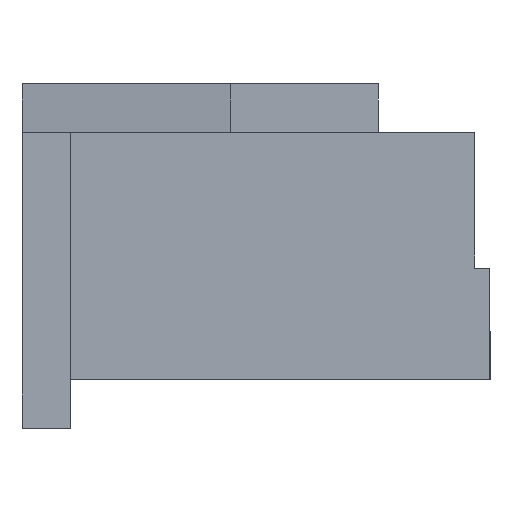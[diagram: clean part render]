
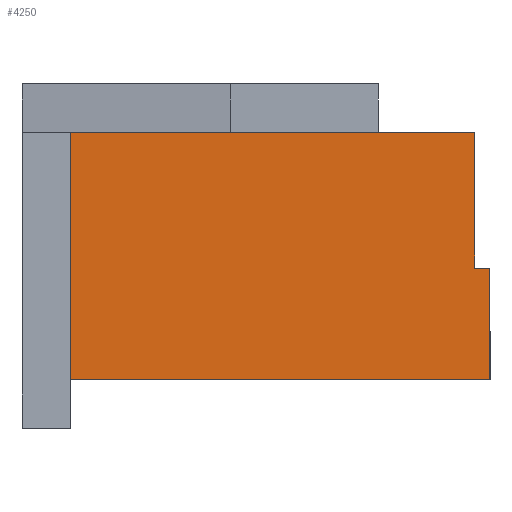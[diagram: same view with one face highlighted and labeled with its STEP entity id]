
A CAD part, left-side view. The second image highlights one B-rep face of the part: STEP entity #4250.
In plain terms, the highlighted planar face has unit normal (-1, 0, 0).
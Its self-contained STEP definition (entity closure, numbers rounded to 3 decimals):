
#3996 = VERTEX_POINT ( 'NONE', #5652 ) ;
#3998 = EDGE_CURVE ( 'NONE', #3999, #3996, #5679, .T. ) ;
#3999 = VERTEX_POINT ( 'NONE', #5675 ) ;
#4062 = VERTEX_POINT ( 'NONE', #5782 ) ;
#4063 = ORIENTED_EDGE ( 'NONE', *, *, #4064, .F. ) ;
#4064 = EDGE_CURVE ( 'NONE', #4065, #4254, #5808, .T. ) ;
#4065 = VERTEX_POINT ( 'NONE', #5804 ) ;
#4066 = ORIENTED_EDGE ( 'NONE', *, *, #4067, .F. ) ;
#4067 = EDGE_CURVE ( 'NONE', #3999, #4065, #5803, .T. ) ;
#4068 = ORIENTED_EDGE ( 'NONE', *, *, #3998, .T. ) ;
#4069 = ORIENTED_EDGE ( 'NONE', *, *, #4311, .T. ) ;
#4250 = ADVANCED_FACE ( 'NONE', ( #6150 ), #6149, .T. ) ;
#4251 = EDGE_LOOP ( 'NONE', ( #4252, #4063, #4066, #4068, #4069, #4313 ) ) ;
#4252 = ORIENTED_EDGE ( 'NONE', *, *, #4253, .F. ) ;
#4253 = EDGE_CURVE ( 'NONE', #4254, #4062, #6148, .T. ) ;
#4254 = VERTEX_POINT ( 'NONE', #6144 ) ;
#4311 = EDGE_CURVE ( 'NONE', #3996, #4312, #6252, .T. ) ;
#4312 = VERTEX_POINT ( 'NONE', #6248 ) ;
#4313 = ORIENTED_EDGE ( 'NONE', *, *, #4314, .F. ) ;
#4314 = EDGE_CURVE ( 'NONE', #4062, #4312, #6228, .T. ) ;
#5652 = CARTESIAN_POINT ( 'NONE',  ( -16.6, -3.875, 0.8 ) ) ;
#5675 = CARTESIAN_POINT ( 'NONE',  ( -16.6, 3.075, 0.8 ) ) ;
#5676 = DIRECTION ( 'NONE',  ( 0., -1., 0. ) ) ;
#5677 = VECTOR ( 'NONE', #5676, 1000. ) ;
#5678 = CARTESIAN_POINT ( 'NONE',  ( -16.6, 3.875, 0.8 ) ) ;
#5679 = LINE ( 'NONE', #5678, #5677 ) ;
#5782 = CARTESIAN_POINT ( 'NONE',  ( -16.6, -3.625, 2.65 ) ) ;
#5800 = DIRECTION ( 'NONE',  ( 0., 0., 1. ) ) ;
#5801 = VECTOR ( 'NONE', #5800, 1000. ) ;
#5802 = CARTESIAN_POINT ( 'NONE',  ( -16.6, 3.075, 0.8 ) ) ;
#5803 = LINE ( 'NONE', #5802, #5801 ) ;
#5804 = CARTESIAN_POINT ( 'NONE',  ( -16.6, 3.075, 4.9 ) ) ;
#5805 = DIRECTION ( 'NONE',  ( 0., -1., 0. ) ) ;
#5806 = VECTOR ( 'NONE', #5805, 1000. ) ;
#5807 = CARTESIAN_POINT ( 'NONE',  ( -16.6, 3.875, 4.9 ) ) ;
#5808 = LINE ( 'NONE', #5807, #5806 ) ;
#6070 = DIRECTION ( 'NONE',  ( 0., 0., 1. ) ) ;
#6071 = DIRECTION ( 'NONE',  ( -1., 0., 0. ) ) ;
#6072 = CARTESIAN_POINT ( 'NONE',  ( -16.6, 3.875, 0.8 ) ) ;
#6073 = AXIS2_PLACEMENT_3D ( 'NONE', #6072, #6071, #6070 ) ;
#6144 = CARTESIAN_POINT ( 'NONE',  ( -16.6, -3.625, 4.9 ) ) ;
#6145 = DIRECTION ( 'NONE',  ( 0., 0., -1. ) ) ;
#6146 = VECTOR ( 'NONE', #6145, 1000. ) ;
#6147 = CARTESIAN_POINT ( 'NONE',  ( -16.6, -3.625, 0.8 ) ) ;
#6148 = LINE ( 'NONE', #6147, #6146 ) ;
#6149 = PLANE ( 'NONE',  #6073 ) ;
#6150 = FACE_OUTER_BOUND ( 'NONE', #4251, .T. ) ;
#6225 = DIRECTION ( 'NONE',  ( 0., -1., 0. ) ) ;
#6226 = VECTOR ( 'NONE', #6225, 1000. ) ;
#6227 = CARTESIAN_POINT ( 'NONE',  ( -16.6, 3.875, 2.65 ) ) ;
#6228 = LINE ( 'NONE', #6227, #6226 ) ;
#6248 = CARTESIAN_POINT ( 'NONE',  ( -16.6, -3.875, 2.65 ) ) ;
#6249 = DIRECTION ( 'NONE',  ( 0., 0., 1. ) ) ;
#6250 = VECTOR ( 'NONE', #6249, 1000. ) ;
#6251 = CARTESIAN_POINT ( 'NONE',  ( -16.6, -3.875, 0.8 ) ) ;
#6252 = LINE ( 'NONE', #6251, #6250 ) ;
